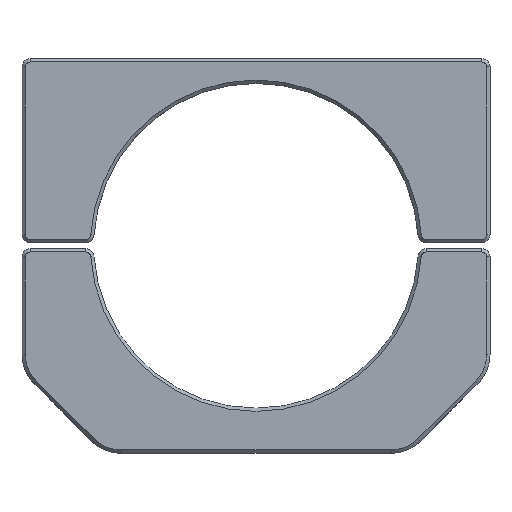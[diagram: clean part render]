
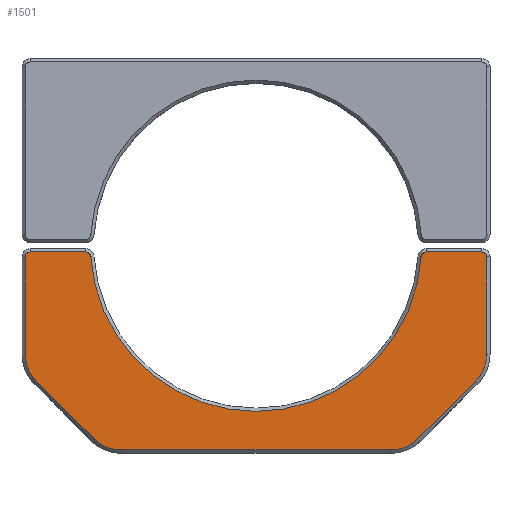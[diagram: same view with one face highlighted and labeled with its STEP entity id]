
A CAD part, top view. The second image highlights one B-rep face of the part: STEP entity #1501.
In plain terms, the highlighted planar face has unit normal (0, 0, 1).
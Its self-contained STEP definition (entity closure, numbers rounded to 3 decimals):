
#71=PLANE('',#1644);
#131=FACE_OUTER_BOUND('',#231,.T.);
#231=EDGE_LOOP('',(#1142,#1143,#1144,#1145,#1146,#1147,#1148,#1149,#1150,
#1151,#1152,#1153,#1154,#1155,#1156,#1157));
#322=LINE('',#2328,#462);
#328=LINE('',#2352,#468);
#332=LINE('',#2364,#472);
#336=LINE('',#2374,#476);
#339=LINE('',#2385,#479);
#343=LINE('',#2395,#483);
#345=LINE('',#2403,#485);
#462=VECTOR('',#1814,10.);
#468=VECTOR('',#1840,10.);
#472=VECTOR('',#1852,10.);
#476=VECTOR('',#1864,10.);
#479=VECTOR('',#1875,10.);
#483=VECTOR('',#1887,10.);
#485=VECTOR('',#1897,10.);
#591=CIRCLE('',#1598,1.2);
#593=CIRCLE('',#1602,1.2);
#595=CIRCLE('',#1605,40.5);
#597=CIRCLE('',#1608,1.2);
#599=CIRCLE('',#1612,1.2);
#601=CIRCLE('',#1616,9.2);
#603=CIRCLE('',#1620,9.2);
#605=CIRCLE('',#1624,9.2);
#607=CIRCLE('',#1628,9.2);
#680=VERTEX_POINT('',#2317);
#681=VERTEX_POINT('',#2319);
#684=VERTEX_POINT('',#2326);
#686=VERTEX_POINT('',#2332);
#688=VERTEX_POINT('',#2338);
#690=VERTEX_POINT('',#2344);
#692=VERTEX_POINT('',#2350);
#694=VERTEX_POINT('',#2356);
#696=VERTEX_POINT('',#2362);
#697=VERTEX_POINT('',#2367);
#698=VERTEX_POINT('',#2372);
#700=VERTEX_POINT('',#2377);
#702=VERTEX_POINT('',#2383);
#703=VERTEX_POINT('',#2388);
#704=VERTEX_POINT('',#2393);
#706=VERTEX_POINT('',#2398);
#814=EDGE_CURVE('',#680,#681,#591,.T.);
#818=EDGE_CURVE('',#684,#680,#322,.T.);
#821=EDGE_CURVE('',#686,#684,#593,.T.);
#824=EDGE_CURVE('',#688,#686,#595,.T.);
#827=EDGE_CURVE('',#690,#688,#597,.T.);
#830=EDGE_CURVE('',#692,#690,#328,.T.);
#833=EDGE_CURVE('',#694,#692,#599,.T.);
#836=EDGE_CURVE('',#696,#694,#332,.T.);
#839=EDGE_CURVE('',#697,#696,#601,.T.);
#842=EDGE_CURVE('',#698,#697,#336,.T.);
#844=EDGE_CURVE('',#700,#698,#603,.T.);
#847=EDGE_CURVE('',#702,#700,#339,.T.);
#850=EDGE_CURVE('',#703,#702,#605,.T.);
#853=EDGE_CURVE('',#704,#703,#343,.T.);
#855=EDGE_CURVE('',#706,#704,#607,.T.);
#857=EDGE_CURVE('',#681,#706,#345,.T.);
#1142=ORIENTED_EDGE('',*,*,#814,.F.);
#1143=ORIENTED_EDGE('',*,*,#818,.F.);
#1144=ORIENTED_EDGE('',*,*,#821,.F.);
#1145=ORIENTED_EDGE('',*,*,#824,.F.);
#1146=ORIENTED_EDGE('',*,*,#827,.F.);
#1147=ORIENTED_EDGE('',*,*,#830,.F.);
#1148=ORIENTED_EDGE('',*,*,#833,.F.);
#1149=ORIENTED_EDGE('',*,*,#836,.F.);
#1150=ORIENTED_EDGE('',*,*,#839,.F.);
#1151=ORIENTED_EDGE('',*,*,#842,.F.);
#1152=ORIENTED_EDGE('',*,*,#844,.F.);
#1153=ORIENTED_EDGE('',*,*,#847,.F.);
#1154=ORIENTED_EDGE('',*,*,#850,.F.);
#1155=ORIENTED_EDGE('',*,*,#853,.F.);
#1156=ORIENTED_EDGE('',*,*,#855,.F.);
#1157=ORIENTED_EDGE('',*,*,#857,.F.);
#1501=ADVANCED_FACE('',(#131),#71,.T.);
#1598=AXIS2_PLACEMENT_3D('',#2320,#1806,#1807);
#1602=AXIS2_PLACEMENT_3D('',#2334,#1819,#1820);
#1605=AXIS2_PLACEMENT_3D('',#2340,#1826,#1827);
#1608=AXIS2_PLACEMENT_3D('',#2346,#1833,#1834);
#1612=AXIS2_PLACEMENT_3D('',#2358,#1845,#1846);
#1616=AXIS2_PLACEMENT_3D('',#2369,#1857,#1858);
#1620=AXIS2_PLACEMENT_3D('',#2379,#1868,#1869);
#1624=AXIS2_PLACEMENT_3D('',#2390,#1880,#1881);
#1628=AXIS2_PLACEMENT_3D('',#2400,#1891,#1892);
#1644=AXIS2_PLACEMENT_3D('',#2439,#1937,#1938);
#1806=DIRECTION('center_axis',(0.,0.,-1.));
#1807=DIRECTION('ref_axis',(0.707,0.707,0.));
#1814=DIRECTION('',(1.,0.,0.));
#1819=DIRECTION('center_axis',(0.,0.,-1.));
#1820=DIRECTION('ref_axis',(-0.684,0.73,0.));
#1826=DIRECTION('center_axis',(0.,0.,1.));
#1827=DIRECTION('ref_axis',(1.,0.,0.));
#1833=DIRECTION('center_axis',(0.,0.,-1.));
#1834=DIRECTION('ref_axis',(0.684,0.73,0.));
#1840=DIRECTION('',(1.,0.,0.));
#1845=DIRECTION('center_axis',(0.,0.,-1.));
#1846=DIRECTION('ref_axis',(-0.707,0.707,0.));
#1852=DIRECTION('',(0.,1.,0.));
#1857=DIRECTION('center_axis',(0.,0.,-1.));
#1858=DIRECTION('ref_axis',(-0.924,-0.383,0.));
#1864=DIRECTION('',(-0.707,0.707,0.));
#1868=DIRECTION('center_axis',(0.,0.,-1.));
#1869=DIRECTION('ref_axis',(-0.383,-0.924,0.));
#1875=DIRECTION('',(-1.,0.,0.));
#1880=DIRECTION('center_axis',(0.,0.,-1.));
#1881=DIRECTION('ref_axis',(0.383,-0.924,0.));
#1887=DIRECTION('',(-0.707,-0.707,0.));
#1891=DIRECTION('center_axis',(0.,0.,-1.));
#1892=DIRECTION('ref_axis',(0.924,-0.383,0.));
#1897=DIRECTION('',(0.,-1.,0.));
#1937=DIRECTION('center_axis',(0.,0.,1.));
#1938=DIRECTION('ref_axis',(1.,0.,0.));
#2317=CARTESIAN_POINT('',(55.212,-1.528,22.));
#2319=CARTESIAN_POINT('',(56.412,-2.728,22.));
#2320=CARTESIAN_POINT('Origin',(55.212,-2.728,22.));
#2326=CARTESIAN_POINT('',(41.611,-1.528,22.));
#2328=CARTESIAN_POINT('',(-19.847,-1.528,22.));
#2332=CARTESIAN_POINT('',(40.413,-2.649,22.));
#2334=CARTESIAN_POINT('Origin',(41.611,-2.728,22.));
#2338=CARTESIAN_POINT('',(-40.413,-2.649,22.));
#2340=CARTESIAN_POINT('Origin',(0.,0.,22.));
#2344=CARTESIAN_POINT('',(-41.611,-1.528,22.));
#2346=CARTESIAN_POINT('Origin',(-41.611,-2.728,22.));
#2350=CARTESIAN_POINT('',(-55.212,-1.528,22.));
#2352=CARTESIAN_POINT('',(-19.847,-1.528,22.));
#2356=CARTESIAN_POINT('',(-56.412,-2.728,22.));
#2358=CARTESIAN_POINT('Origin',(-55.212,-2.728,22.));
#2362=CARTESIAN_POINT('',(-56.412,-26.586,22.));
#2364=CARTESIAN_POINT('',(-56.412,-1.614,22.));
#2367=CARTESIAN_POINT('',(-53.717,-33.091,22.));
#2369=CARTESIAN_POINT('Origin',(-47.212,-26.586,22.));
#2372=CARTESIAN_POINT('',(-39.575,-47.233,22.));
#2374=CARTESIAN_POINT('',(-49.4,-37.408,22.));
#2377=CARTESIAN_POINT('',(-33.07,-49.928,22.));
#2379=CARTESIAN_POINT('Origin',(-33.07,-40.728,22.));
#2383=CARTESIAN_POINT('',(33.07,-49.928,22.));
#2385=CARTESIAN_POINT('',(-18.606,-49.928,22.));
#2388=CARTESIAN_POINT('',(39.575,-47.233,22.));
#2390=CARTESIAN_POINT('Origin',(33.07,-40.728,22.));
#2393=CARTESIAN_POINT('',(53.717,-33.091,22.));
#2395=CARTESIAN_POINT('',(39.4,-47.408,22.));
#2398=CARTESIAN_POINT('',(56.412,-26.586,22.));
#2400=CARTESIAN_POINT('Origin',(47.212,-26.586,22.));
#2403=CARTESIAN_POINT('',(56.412,-16.614,22.));
#2439=CARTESIAN_POINT('Origin',(0.,-2.5,22.));
